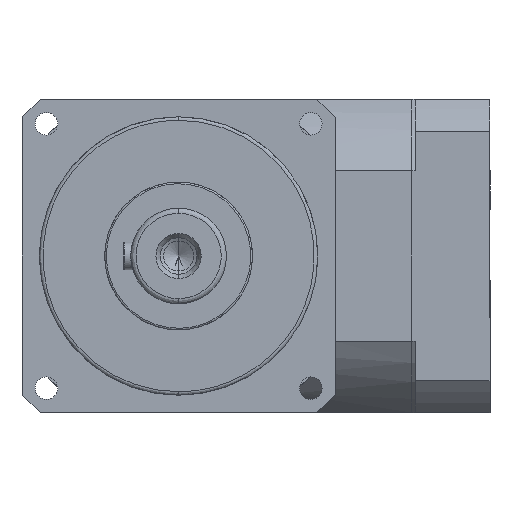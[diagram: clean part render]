
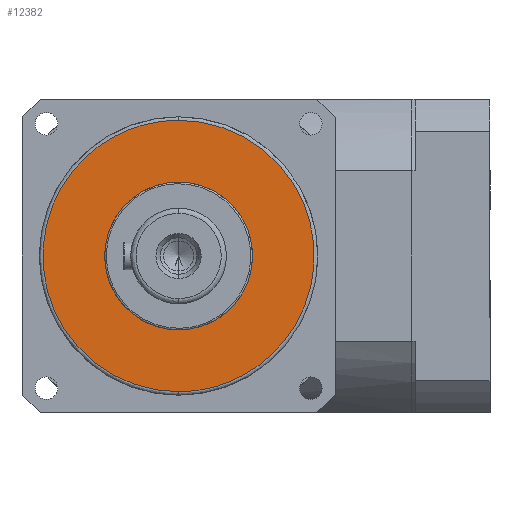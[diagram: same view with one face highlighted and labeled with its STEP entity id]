
A CAD part, left-side view. The second image highlights one B-rep face of the part: STEP entity #12382.
In plain terms, the highlighted face is planar.
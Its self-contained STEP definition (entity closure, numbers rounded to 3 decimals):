
#65 = CARTESIAN_POINT ( 'NONE',  ( 0., 0., 85. ) ) ;
#775 = VERTEX_POINT ( 'NONE', #17101 ) ;
#800 = DIRECTION ( 'NONE',  ( 1., 0., 0. ) ) ;
#819 = DIRECTION ( 'NONE',  ( 0., 0., -1. ) ) ;
#855 = CARTESIAN_POINT ( 'NONE',  ( 0., 0., 85. ) ) ;
#1089 = FACE_OUTER_BOUND ( 'NONE', #9700, .T. ) ;
#1609 = DIRECTION ( 'NONE',  ( 1., 0., 0. ) ) ;
#1819 = EDGE_CURVE ( 'NONE', #4448, #6744, #13950, .T. ) ;
#3142 = CARTESIAN_POINT ( 'NONE',  ( -78., 0., 85. ) ) ;
#3162 = CARTESIAN_POINT ( 'NONE',  ( -78., 156., 85. ) ) ;
#3210 = CARTESIAN_POINT ( 'NONE',  ( 78., 156., 85. ) ) ;
#3419 = CARTESIAN_POINT ( 'NONE',  ( 78., 0., 85. ) ) ;
#3753 = VERTEX_POINT ( 'NONE', #8211 ) ;
#4448 = VERTEX_POINT ( 'NONE', #11935 ) ;
#4632 = FACE_BOUND ( 'NONE', #10003, .T. ) ;
#4900 = AXIS2_PLACEMENT_3D ( 'NONE', #855, #819, #800 ) ;
#5685 =( BOUNDED_CURVE ( )  B_SPLINE_CURVE ( 3, ( #3419, #3210, #3162, #3142 ),
 .UNSPECIFIED., .F., .T. ) 
 B_SPLINE_CURVE_WITH_KNOTS ( ( 4, 4 ),
 ( 0., 0.5 ),
 .UNSPECIFIED. ) 
 CURVE ( )  GEOMETRIC_REPRESENTATION_ITEM ( )  RATIONAL_B_SPLINE_CURVE ( ( 1., 0.333, 0.333, 1. ) ) 
 REPRESENTATION_ITEM ( '' )  );
#5860 = CARTESIAN_POINT ( 'NONE',  ( 78., 0., 85. ) ) ;
#5878 = CARTESIAN_POINT ( 'NONE',  ( -78., 0., 85. ) ) ;
#5883 = CARTESIAN_POINT ( 'NONE',  ( 78., -156., 85. ) ) ;
#5901 = CARTESIAN_POINT ( 'NONE',  ( -78., -156., 85. ) ) ;
#5966 = EDGE_CURVE ( 'NONE', #3753, #775, #14575, .T. ) ;
#6213 = EDGE_CURVE ( 'NONE', #6744, #4448, #5685, .T. ) ;
#6299 = EDGE_CURVE ( 'NONE', #775, #3753, #18395, .T. ) ;
#6387 = ORIENTED_EDGE ( 'NONE', *, *, #1819, .F. ) ;
#6595 = DIRECTION ( 'NONE',  ( 1., 0., 0. ) ) ;
#6624 = DIRECTION ( 'NONE',  ( 0., 0., -1. ) ) ;
#6664 = CARTESIAN_POINT ( 'NONE',  ( 0., 0., 85. ) ) ;
#6744 = VERTEX_POINT ( 'NONE', #16153 ) ;
#8211 = CARTESIAN_POINT ( 'NONE',  ( 42.5, 0., 85. ) ) ;
#9592 = AXIS2_PLACEMENT_3D ( 'NONE', #6664, #6624, #6595 ) ;
#9700 = EDGE_LOOP ( 'NONE', ( #6387, #18498 ) ) ;
#9718 = AXIS2_PLACEMENT_3D ( 'NONE', #65, #10501, #1609 ) ;
#10003 = EDGE_LOOP ( 'NONE', ( #16952, #17623 ) ) ;
#10501 = DIRECTION ( 'NONE',  ( 0., 0., 1. ) ) ;
#11935 = CARTESIAN_POINT ( 'NONE',  ( -78., 0., 85. ) ) ;
#12382 = ADVANCED_FACE ( 'NONE', ( #1089, #4632 ), #13257, .F. ) ;
#13257 = PLANE ( 'NONE',  #9718 ) ;
#13950 =( BOUNDED_CURVE ( )  B_SPLINE_CURVE ( 3, ( #5878, #5901, #5883, #5860 ),
 .UNSPECIFIED., .F., .F. ) 
 B_SPLINE_CURVE_WITH_KNOTS ( ( 4, 4 ),
 ( 0.5, 1. ),
 .UNSPECIFIED. ) 
 CURVE ( )  GEOMETRIC_REPRESENTATION_ITEM ( )  RATIONAL_B_SPLINE_CURVE ( ( 1., 0.333, 0.333, 1. ) ) 
 REPRESENTATION_ITEM ( '' )  );
#14575 = CIRCLE ( 'NONE', #9592, 42.5 ) ;
#16153 = CARTESIAN_POINT ( 'NONE',  ( 78., 0., 85. ) ) ;
#16952 = ORIENTED_EDGE ( 'NONE', *, *, #5966, .F. ) ;
#17101 = CARTESIAN_POINT ( 'NONE',  ( -42.5, 0., 85. ) ) ;
#17623 = ORIENTED_EDGE ( 'NONE', *, *, #6299, .F. ) ;
#18395 = CIRCLE ( 'NONE', #4900, 42.5 ) ;
#18498 = ORIENTED_EDGE ( 'NONE', *, *, #6213, .F. ) ;
